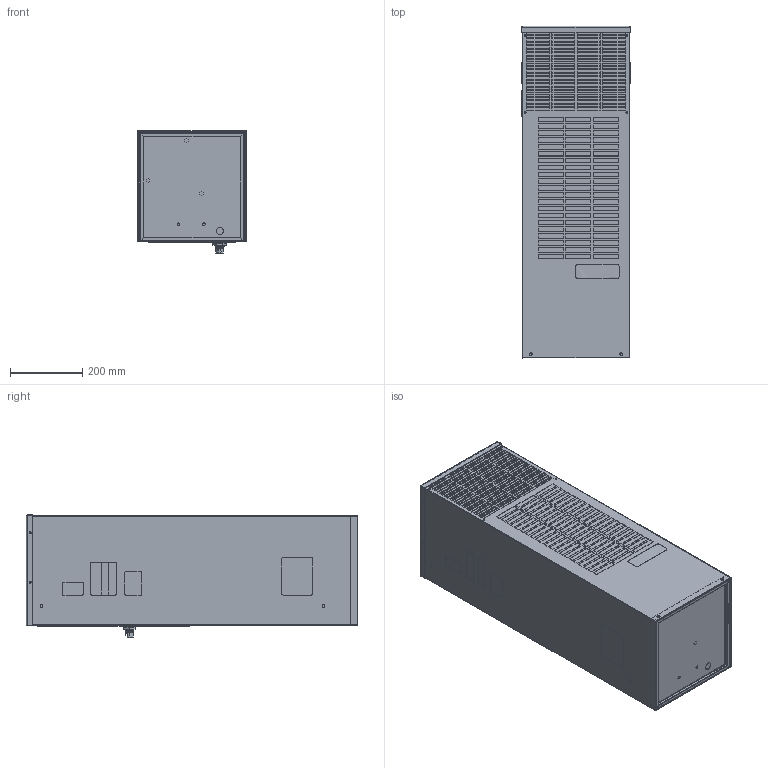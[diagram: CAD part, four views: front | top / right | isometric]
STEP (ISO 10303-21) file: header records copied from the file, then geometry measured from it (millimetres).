
FILE_DESCRIPTION (( 'STEP AP203' ), '1' );
FILE_NAME ('13383636255_Default.step', '2025-03-21T19:49:54', ( 'Windows User' ), ( 'AUTOMATION DIRECT' ), 'SwSTEP 2.0', 'SolidWorks 2024', '' );
FILE_SCHEMA (( 'CONFIG_CONTROL_DESIGN' ));
Length unit declared in the file: inch
Products named in the file (1): 13383636255_Default
Bounding box: 301.7 x 918.6 x 337.77 mm (x, y, z)
Volume: 81094413.3 mm3; surface area: 2397863.4 mm2
Topology: 1 solids, 2 shells, 1716 faces, 4829 edges, 3158 vertices
Faces by surface type: plane 1188, cylinder 475, bspline 36, sphere 8, torus 6, cone 3
Entity records: 61011 total; most frequent: CARTESIAN_POINT 14946, ORIENTED_EDGE 9642, DIRECTION 9015, EDGE_CURVE 4821, LINE 3771, VECTOR 3771, VERTEX_POINT 3158, AXIS2_PLACEMENT_3D 2622
